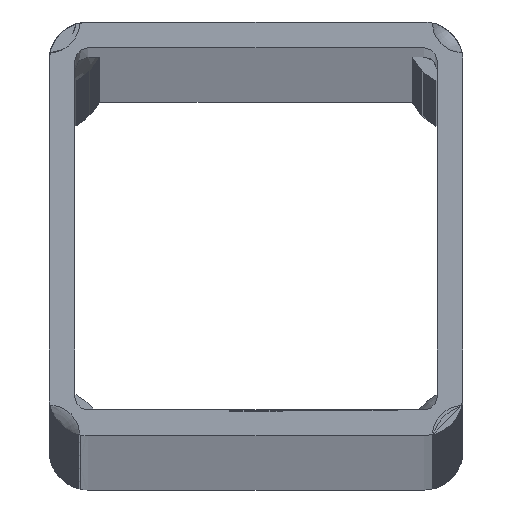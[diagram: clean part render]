
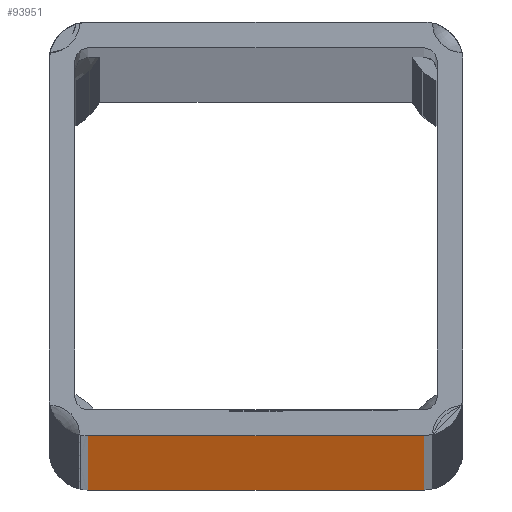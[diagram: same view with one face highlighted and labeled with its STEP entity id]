
A CAD part, top view. The second image highlights one B-rep face of the part: STEP entity #93951.
In plain terms, the highlighted planar face has unit normal (0, -1, 0).
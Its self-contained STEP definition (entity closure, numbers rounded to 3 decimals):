
#6413 = VECTOR ( 'NONE', #39082, 1000. ) ;
#8071 = VECTOR ( 'NONE', #99760, 1000. ) ;
#8861 = CARTESIAN_POINT ( 'NONE',  ( -16.25, -20., -3000. ) ) ;
#13478 = DIRECTION ( 'NONE',  ( 1., 0., 0. ) ) ;
#16569 = AXIS2_PLACEMENT_3D ( 'NONE', #58307, #39468, #18474 ) ;
#18333 = CARTESIAN_POINT ( 'NONE',  ( -16.25, -20., 0. ) ) ;
#18474 = DIRECTION ( 'NONE',  ( 0., 0., -1. ) ) ;
#23370 = CARTESIAN_POINT ( 'NONE',  ( -20., -20., 0. ) ) ;
#24425 = FACE_OUTER_BOUND ( 'NONE', #127192, .T. ) ;
#30640 = CARTESIAN_POINT ( 'NONE',  ( -16.25, -20., -3000. ) ) ;
#33800 = VERTEX_POINT ( 'NONE', #18333 ) ;
#34588 = CARTESIAN_POINT ( 'NONE',  ( 16.25, -20., -3000. ) ) ;
#34724 = LINE ( 'NONE', #23370, #8071 ) ;
#37907 = EDGE_CURVE ( 'NONE', #33800, #91372, #34724, .T. ) ;
#39082 = DIRECTION ( 'NONE',  ( 0., 0., -1. ) ) ;
#39468 = DIRECTION ( 'NONE',  ( 0., -1., 0. ) ) ;
#39722 = VERTEX_POINT ( 'NONE', #50935 ) ;
#49591 = EDGE_CURVE ( 'NONE', #33800, #67999, #87850, .T. ) ;
#49763 = LINE ( 'NONE', #73502, #125090 ) ;
#50141 = VECTOR ( 'NONE', #104254, 1000. ) ;
#50551 = EDGE_CURVE ( 'NONE', #39722, #91372, #125346, .T. ) ;
#50935 = CARTESIAN_POINT ( 'NONE',  ( 16.25, -20., -3000. ) ) ;
#56092 = ORIENTED_EDGE ( 'NONE', *, *, #103315, .T. ) ;
#58307 = CARTESIAN_POINT ( 'NONE',  ( -20., -20., -3000. ) ) ;
#65801 = ORIENTED_EDGE ( 'NONE', *, *, #49591, .T. ) ;
#67999 = VERTEX_POINT ( 'NONE', #30640 ) ;
#73502 = CARTESIAN_POINT ( 'NONE',  ( -20., -20., -3000. ) ) ;
#87850 = LINE ( 'NONE', #8861, #6413 ) ;
#88525 = PLANE ( 'NONE',  #16569 ) ;
#91372 = VERTEX_POINT ( 'NONE', #126793 ) ;
#91952 = ORIENTED_EDGE ( 'NONE', *, *, #37907, .F. ) ;
#93951 = ADVANCED_FACE ( 'NONE', ( #24425 ), #88525, .T. ) ;
#99760 = DIRECTION ( 'NONE',  ( 1., 0., 0. ) ) ;
#103315 = EDGE_CURVE ( 'NONE', #67999, #39722, #49763, .T. ) ;
#104254 = DIRECTION ( 'NONE',  ( 0., 0., 1. ) ) ;
#109883 = ORIENTED_EDGE ( 'NONE', *, *, #50551, .T. ) ;
#125090 = VECTOR ( 'NONE', #13478, 1000. ) ;
#125346 = LINE ( 'NONE', #34588, #50141 ) ;
#126793 = CARTESIAN_POINT ( 'NONE',  ( 16.25, -20., 0. ) ) ;
#127192 = EDGE_LOOP ( 'NONE', ( #91952, #65801, #56092, #109883 ) ) ;
